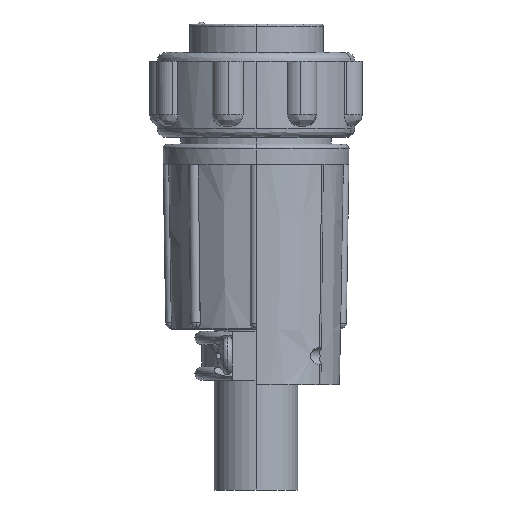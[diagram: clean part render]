
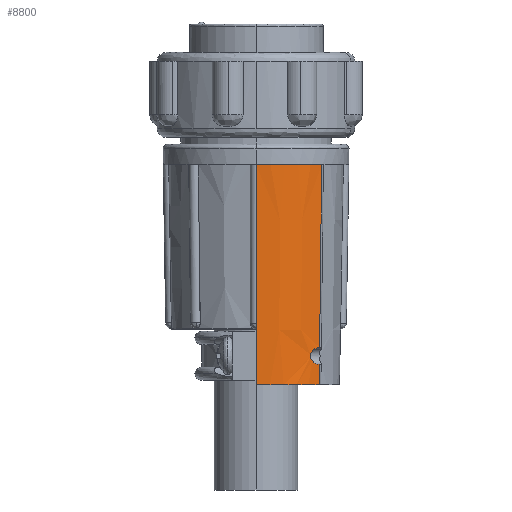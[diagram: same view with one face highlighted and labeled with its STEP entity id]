
A CAD part, left-side view. The second image highlights one B-rep face of the part: STEP entity #8800.
In plain terms, the highlighted conical face has half-angle 0.9 degrees and reference radius 12.529 mm.
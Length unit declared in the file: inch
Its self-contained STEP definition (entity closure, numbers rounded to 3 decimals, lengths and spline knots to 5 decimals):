
#229 = CONICAL_SURFACE ( 'NONE', #9059, 0.49327, 0.016 ) ;
#677 = CARTESIAN_POINT ( 'NONE',  ( -0.37713, -0.29214, -1.48048 ) ) ;
#717 = LINE ( 'NONE', #13151, #13793 ) ;
#730 = CARTESIAN_POINT ( 'NONE',  ( -0.35741, -0.31738, -1.42308 ) ) ;
#909 = DIRECTION ( 'NONE',  ( -0.011, -0.011, 1. ) ) ;
#1052 = CARTESIAN_POINT ( 'NONE',  ( -0.47999, 0., -1.29247 ) ) ;
#1130 = CARTESIAN_POINT ( 'NONE',  ( -0.3358, -0.3358, -1.617 ) ) ;
#1182 = EDGE_CURVE ( 'NONE', #7577, #10530, #12220, .T. ) ;
#1207 = VERTEX_POINT ( 'NONE', #1130 ) ;
#1218 = DIRECTION ( 'NONE',  ( 0., 0., 1. ) ) ;
#1857 = CARTESIAN_POINT ( 'NONE',  ( -0.33701, -0.33701, -1.50846 ) ) ;
#1910 = CARTESIAN_POINT ( 'NONE',  ( -0.38, -0.28864, -1.47056 ) ) ;
#1970 = CARTESIAN_POINT ( 'NONE',  ( -0.34315, -0.33287, -1.41794 ) ) ;
#2129 = VECTOR ( 'NONE', #13871, 39.37008 ) ;
#2161 = CARTESIAN_POINT ( 'NONE',  ( -0.49327, 0., -0.447 ) ) ;
#2311 = CARTESIAN_POINT ( 'NONE',  ( -0.3488, -0.3488, -0.447 ) ) ;
#2356 = ORIENTED_EDGE ( 'NONE', *, *, #9559, .T. ) ;
#2778 = VECTOR ( 'NONE', #909, 39.37008 ) ;
#2888 = CARTESIAN_POINT ( 'NONE',  ( -0.33701, -0.33701, -1.50846 ) ) ;
#2936 = ORIENTED_EDGE ( 'NONE', *, *, #12277, .T. ) ;
#2972 = DIRECTION ( 'NONE',  ( 0., -1., 0. ) ) ;
#3131 = CARTESIAN_POINT ( 'NONE',  ( -0.38052, -0.28823, -1.4597 ) ) ;
#3350 = CARTESIAN_POINT ( 'NONE',  ( -0.33801, -0.33801, -1.4176 ) ) ;
#3632 = EDGE_CURVE ( 'NONE', #8442, #14574, #12350, .T. ) ;
#4045 = CARTESIAN_POINT ( 'NONE',  ( 0., 0., -0.447 ) ) ;
#4357 = CARTESIAN_POINT ( 'NONE',  ( -0.37853, -0.29112, -1.4493 ) ) ;
#4523 = DIRECTION ( 'NONE',  ( -0.011, -0.011, 1. ) ) ;
#4539 = EDGE_CURVE ( 'NONE', #8442, #14178, #15641, .T. ) ;
#4592 = CARTESIAN_POINT ( 'NONE',  ( -0.35002, -0.35002, -0.337 ) ) ;
#5178 = ORIENTED_EDGE ( 'NONE', *, *, #12807, .T. ) ;
#5274 = DIRECTION ( 'NONE',  ( 0., -1., 0. ) ) ;
#5459 = DIRECTION ( 'NONE',  ( 0., 0., 1. ) ) ;
#5541 = CARTESIAN_POINT ( 'NONE',  ( -0.34707, -0.32674, -1.50716 ) ) ;
#5601 = CARTESIAN_POINT ( 'NONE',  ( -0.37468, -0.29628, -1.44052 ) ) ;
#6231 = AXIS2_PLACEMENT_3D ( 'NONE', #8531, #1218, #9771 ) ;
#6490 = CARTESIAN_POINT ( 'NONE',  ( -0.03, 0., -29.93762 ) ) ;
#6798 = CARTESIAN_POINT ( 'NONE',  ( -0.36101, -0.3114, -1.50072 ) ) ;
#6850 = CARTESIAN_POINT ( 'NONE',  ( -0.36964, -0.30273, -1.43336 ) ) ;
#7364 = ORIENTED_EDGE ( 'NONE', *, *, #15272, .T. ) ;
#7577 = VERTEX_POINT ( 'NONE', #3350 ) ;
#8004 = CARTESIAN_POINT ( 'NONE',  ( -0.37286, -0.29738, -1.48903 ) ) ;
#8069 = CARTESIAN_POINT ( 'NONE',  ( -0.36178, -0.31231, -1.42582 ) ) ;
#8255 = CIRCLE ( 'NONE', #15092, 0.49327 ) ;
#8442 = VERTEX_POINT ( 'NONE', #1052 ) ;
#8531 = CARTESIAN_POINT ( 'NONE',  ( 0., 0., -1.617 ) ) ;
#8800 = ADVANCED_FACE ( 'NONE', ( #11489 ), #229, .T. ) ;
#9059 = AXIS2_PLACEMENT_3D ( 'NONE', #10364, #5459, #2972 ) ;
#9190 = CARTESIAN_POINT ( 'NONE',  ( -0.34215, -0.33186, -1.50823 ) ) ;
#9253 = CARTESIAN_POINT ( 'NONE',  ( -0.37832, -0.29066, -1.47733 ) ) ;
#9301 = CARTESIAN_POINT ( 'NONE',  ( -0.34812, -0.32763, -1.41914 ) ) ;
#9559 = EDGE_CURVE ( 'NONE', #10530, #14178, #8255, .T. ) ;
#9771 = DIRECTION ( 'NONE',  ( 0., -1., 0. ) ) ;
#10364 = CARTESIAN_POINT ( 'NONE',  ( 0., 0., -0.447 ) ) ;
#10504 = CARTESIAN_POINT ( 'NONE',  ( -0.38047, -0.28811, -1.46694 ) ) ;
#10530 = VERTEX_POINT ( 'NONE', #2311 ) ;
#10558 = CARTESIAN_POINT ( 'NONE',  ( -0.33801, -0.33801, -1.4176 ) ) ;
#10660 = ORIENTED_EDGE ( 'NONE', *, *, #4539, .F. ) ;
#11137 = EDGE_LOOP ( 'NONE', ( #2936, #7364, #5178, #11752, #2356, #10660, #12507 ) ) ;
#11489 = FACE_OUTER_BOUND ( 'NONE', #11137, .T. ) ;
#11746 = CARTESIAN_POINT ( 'NONE',  ( -0.3801, -0.28888, -1.45607 ) ) ;
#11752 = ORIENTED_EDGE ( 'NONE', *, *, #1182, .T. ) ;
#11955 = DIRECTION ( 'NONE',  ( 0.016, 0., -1. ) ) ;
#12133 = VERTEX_POINT ( 'NONE', #2888 ) ;
#12220 = LINE ( 'NONE', #4592, #2778 ) ;
#12277 = EDGE_CURVE ( 'NONE', #14574, #1207, #15579, .T. ) ;
#12350 = LINE ( 'NONE', #14444, #14870 ) ;
#12507 = ORIENTED_EDGE ( 'NONE', *, *, #3632, .T. ) ;
#12654 = DIRECTION ( 'NONE',  ( 0., 0., -1. ) ) ;
#12807 = EDGE_CURVE ( 'NONE', #12133, #7577, #15773, .T. ) ;
#12958 = CARTESIAN_POINT ( 'NONE',  ( -0.47489, 0., -1.617 ) ) ;
#12978 = CARTESIAN_POINT ( 'NONE',  ( -0.3774, -0.29267, -1.44619 ) ) ;
#13151 = CARTESIAN_POINT ( 'NONE',  ( -0.35002, -0.35002, -0.337 ) ) ;
#13793 = VECTOR ( 'NONE', #4523, 39.37008 ) ;
#13871 = DIRECTION ( 'NONE',  ( -0.016, 0., 1. ) ) ;
#14175 = CARTESIAN_POINT ( 'NONE',  ( -0.35648, -0.31653, -1.50343 ) ) ;
#14178 = VERTEX_POINT ( 'NONE', #2161 ) ;
#14232 = CARTESIAN_POINT ( 'NONE',  ( -0.37308, -0.29836, -1.43794 ) ) ;
#14444 = CARTESIAN_POINT ( 'NONE',  ( -0.495, 0., -0.337 ) ) ;
#14574 = VERTEX_POINT ( 'NONE', #12958 ) ;
#14870 = VECTOR ( 'NONE', #11955, 39.37008 ) ;
#15092 = AXIS2_PLACEMENT_3D ( 'NONE', #4045, #12654, #5274 ) ;
#15272 = EDGE_CURVE ( 'NONE', #1207, #12133, #717, .T. ) ;
#15428 = CARTESIAN_POINT ( 'NONE',  ( -0.36914, -0.3019, -1.49356 ) ) ;
#15483 = CARTESIAN_POINT ( 'NONE',  ( -0.36777, -0.30505, -1.43132 ) ) ;
#15579 = CIRCLE ( 'NONE', #6231, 0.47489 ) ;
#15641 = LINE ( 'NONE', #6490, #2129 ) ;
#15773 = B_SPLINE_CURVE_WITH_KNOTS ( 'NONE', 3,
 ( #1857, #9190, #5541, #14175, #6798, #15428, #8004, #677, #9253, #1910, #10504, #3131, #11746, #4357, #12978, #5601, #14232, #6850, #15483, #8069, #730, #9301, #1970, #10558 ),
 .UNSPECIFIED., .F., .F.,
 ( 4, 2, 2, 2, 2, 2, 2, 2, 2, 2, 2, 4 ),
 ( 0., 0.00055, 0.00109, 0.00164, 0.00191, 0.00219, 0.00246, 0.00273, 0.00301, 0.00328, 0.00383, 0.00437 ),
 .UNSPECIFIED. ) ;
